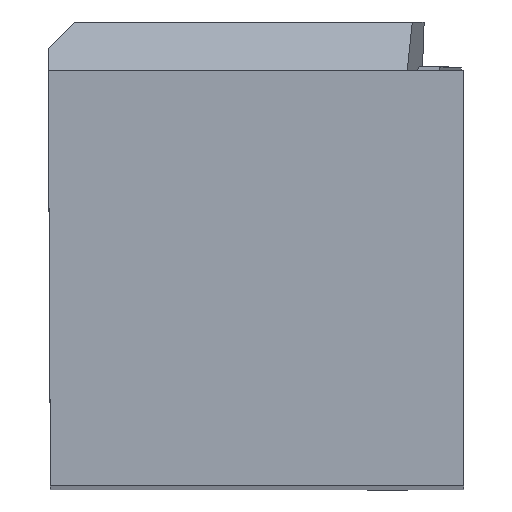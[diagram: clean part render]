
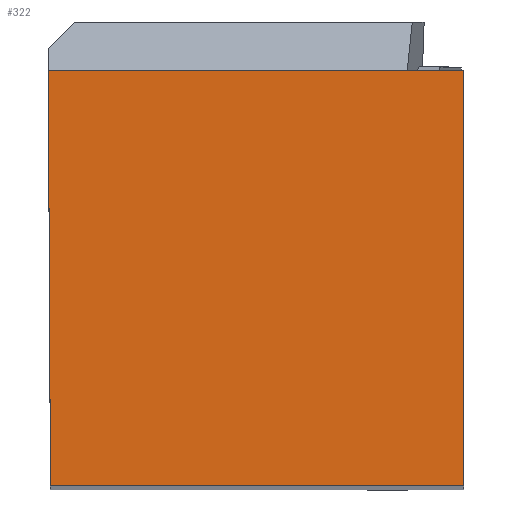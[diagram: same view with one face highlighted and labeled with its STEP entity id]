
A CAD part, top view. The second image highlights one B-rep face of the part: STEP entity #322.
In plain terms, the highlighted planar face has unit normal (0, 0, 1).
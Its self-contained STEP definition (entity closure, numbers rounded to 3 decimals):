
#322=ADVANCED_FACE('BLANK_BOXF006',(#488),#435,.F.);
#435=PLANE('',#2150);
#488=FACE_OUTER_BOUND('',#602,.T.);
#602=EDGE_LOOP('',(#762,#763,#764,#765));
#762=ORIENTED_EDGE('',*,*,#1501,.F.);
#763=ORIENTED_EDGE('',*,*,#1503,.T.);
#764=ORIENTED_EDGE('',*,*,#1495,.F.);
#765=ORIENTED_EDGE('',*,*,#1504,.F.);
#1306=VERTEX_POINT('',#2926);
#1307=VERTEX_POINT('',#2928);
#1311=VERTEX_POINT('',#2939);
#1312=VERTEX_POINT('',#2941);
#1495=EDGE_CURVE('',#1306,#1307,#1784,.T.);
#1501=EDGE_CURVE('',#1311,#1312,#1790,.T.);
#1503=EDGE_CURVE('',#1311,#1307,#1792,.T.);
#1504=EDGE_CURVE('',#1312,#1306,#1793,.T.);
#1784=LINE('',#2927,#1930);
#1790=LINE('',#2940,#1936);
#1792=LINE('',#2944,#1938);
#1793=LINE('',#2945,#1939);
#1930=VECTOR('',#2382,1.);
#1936=VECTOR('',#2392,1.);
#1938=VECTOR('',#2396,1.);
#1939=VECTOR('',#2397,1.);
#2150=AXIS2_PLACEMENT_3D('',#2946,#2398,#2399);
#2382=DIRECTION('',(-0.005,1.,0.));
#2392=DIRECTION('',(0.,-1.,0.));
#2396=DIRECTION('',(-1.,0.,0.));
#2397=DIRECTION('',(-1.,0.,0.));
#2398=DIRECTION('',(0.,0.,-1.));
#2399=DIRECTION('',(-1.,0.,0.));
#2926=CARTESIAN_POINT('',(0.13,0.,0.));
#2927=CARTESIAN_POINT('',(-0.016,27.838,0.));
#2928=CARTESIAN_POINT('',(0.,24.875,0.));
#2939=CARTESIAN_POINT('',(24.875,24.875,0.));
#2940=CARTESIAN_POINT('',(24.875,28.,0.));
#2941=CARTESIAN_POINT('',(24.875,0.,0.));
#2944=CARTESIAN_POINT('',(50.,24.875,0.));
#2945=CARTESIAN_POINT('',(50.,0.,0.));
#2946=CARTESIAN_POINT('',(30.875,28.,0.));
